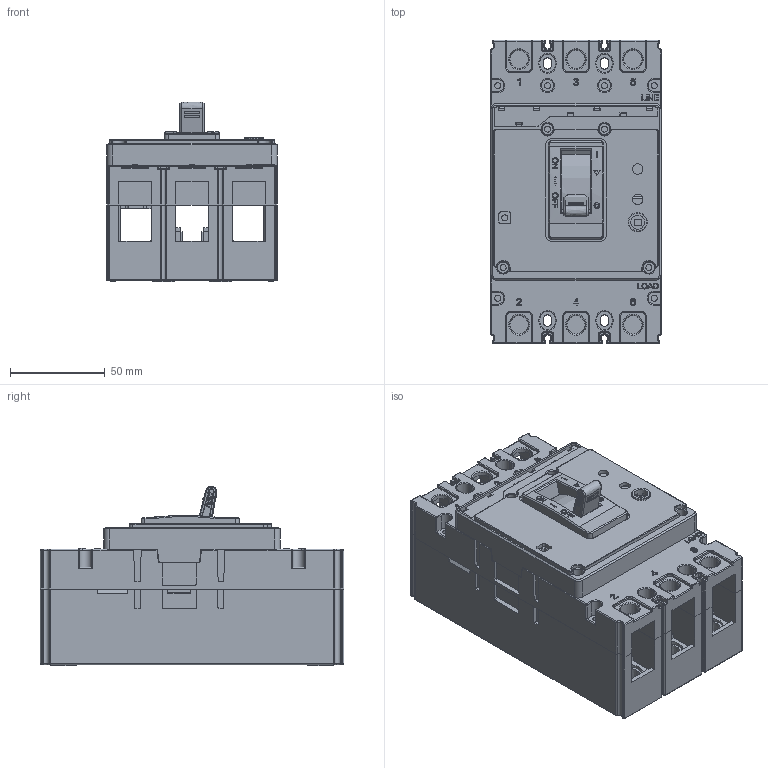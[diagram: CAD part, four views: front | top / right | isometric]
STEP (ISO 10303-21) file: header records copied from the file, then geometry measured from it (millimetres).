
FILE_DESCRIPTION(/* description */ (''),/* implementation_level */ '2;1');
FILE_NAME(/* name */ 'NXMLE-160S 3P.stp',/* time_stamp */ '2020-03-14T13:20:22+08:00',/* author */ (''),/* organization */ (''),/* preprocessor_version */ 'ST-DEVELOPER v11',/* originating_system */ 'SIEMENS PLM Software NX 7.5',/* authorisation */ '');
FILE_SCHEMA (('AUTOMOTIVE_DESIGN { 1 0 10303 214 1 1 1 1 }'));
Products named in the file (1): wyduCFBB5pp5
Bounding box: 90 x 160 x 94.7 mm (x, y, z)
Volume: 336885.9 mm3; surface area: 221454 mm2
Topology: 4 solids, 5 shells, 3993 faces, 10844 edges, 6906 vertices
Faces by surface type: plane 2370, cylinder 1085, extrusion 182, torus 136, sphere 112, cone 56, bspline 52
Full cylindrical faces by diameter (mm): 3.2 x11, 3.5 x14, 4 x9, 4.5 x1, 5.2 x3, 5.3 x2, 5.5 x6, 5.8 x4, 6 x2, 6.2 x4, 6.5 x4, 7.3 x2, 8 x2, 8.5 x1, 9 x3, 10 x10, 13.5 x6
Entity records: 132291 total; most frequent: CARTESIAN_POINT 32875, ORIENTED_EDGE 21068, DIRECTION 19764, EDGE_CURVE 10534, VECTOR 7502, LINE 7320, VERTEX_POINT 6832, AXIS2_PLACEMENT_3D 6131
